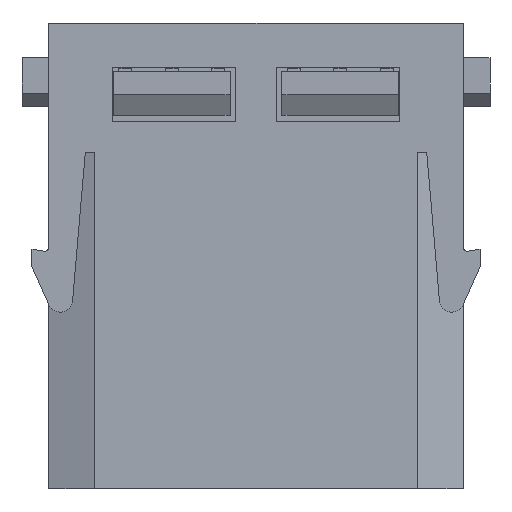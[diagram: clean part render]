
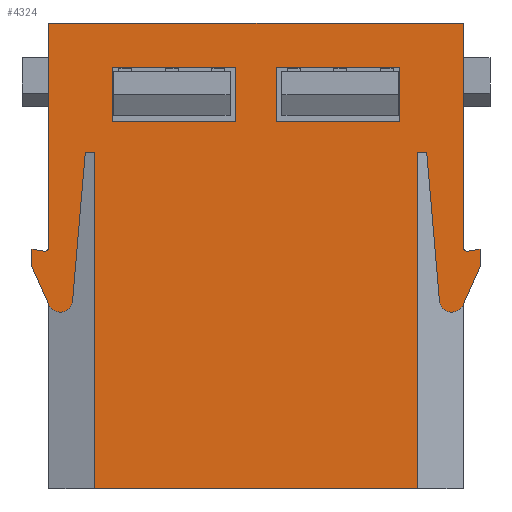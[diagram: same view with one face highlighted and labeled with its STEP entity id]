
A CAD part, front view. The second image highlights one B-rep face of the part: STEP entity #4324.
In plain terms, the highlighted planar face has unit normal (0, -1, 0).
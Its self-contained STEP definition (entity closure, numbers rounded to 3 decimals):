
#3460=CIRCLE('',#18964,0.2);
#3461=CIRCLE('',#18965,0.3);
#3462=CIRCLE('',#18966,0.3);
#3463=CIRCLE('',#18967,0.2);
#3464=CIRCLE('',#18968,0.909);
#3465=CIRCLE('',#18969,0.909);
#3868=FACE_BOUND('',#6668,.T.);
#3869=FACE_BOUND('',#6669,.T.);
#3870=FACE_BOUND('',#6670,.T.);
#4324=ADVANCED_FACE('',(#3868,#3869,#3870),#5178,.T.);
#5178=PLANE('',#18970);
#6668=EDGE_LOOP('',(#8707,#8708,#8709,#8710));
#6669=EDGE_LOOP('',(#8711,#8712,#8713,#8714));
#6670=EDGE_LOOP('',(#8715,#8716,#8717,#8718,#8719,#8720,#8721,#8722,#8723,
#8724,#8725,#8726,#8727,#8728,#8729,#8730,#8731,#8732,#8733,#8734,#8735,
#8736));
#8707=ORIENTED_EDGE('',*,*,#14235,.F.);
#8708=ORIENTED_EDGE('',*,*,#14236,.F.);
#8709=ORIENTED_EDGE('',*,*,#14237,.F.);
#8710=ORIENTED_EDGE('',*,*,#14238,.F.);
#8711=ORIENTED_EDGE('',*,*,#14239,.F.);
#8712=ORIENTED_EDGE('',*,*,#14240,.F.);
#8713=ORIENTED_EDGE('',*,*,#14241,.F.);
#8714=ORIENTED_EDGE('',*,*,#14242,.F.);
#8715=ORIENTED_EDGE('',*,*,#14243,.F.);
#8716=ORIENTED_EDGE('',*,*,#14244,.F.);
#8717=ORIENTED_EDGE('',*,*,#14245,.F.);
#8718=ORIENTED_EDGE('',*,*,#14246,.T.);
#8719=ORIENTED_EDGE('',*,*,#14247,.T.);
#8720=ORIENTED_EDGE('',*,*,#14175,.T.);
#8721=ORIENTED_EDGE('',*,*,#14248,.T.);
#8722=ORIENTED_EDGE('',*,*,#14205,.F.);
#8723=ORIENTED_EDGE('',*,*,#14249,.T.);
#8724=ORIENTED_EDGE('',*,*,#14250,.T.);
#8725=ORIENTED_EDGE('',*,*,#14251,.T.);
#8726=ORIENTED_EDGE('',*,*,#14252,.T.);
#8727=ORIENTED_EDGE('',*,*,#14253,.T.);
#8728=ORIENTED_EDGE('',*,*,#14254,.T.);
#8729=ORIENTED_EDGE('',*,*,#14255,.T.);
#8730=ORIENTED_EDGE('',*,*,#14256,.F.);
#8731=ORIENTED_EDGE('',*,*,#14257,.F.);
#8732=ORIENTED_EDGE('',*,*,#14258,.F.);
#8733=ORIENTED_EDGE('',*,*,#14259,.F.);
#8734=ORIENTED_EDGE('',*,*,#14260,.T.);
#8735=ORIENTED_EDGE('',*,*,#14261,.F.);
#8736=ORIENTED_EDGE('',*,*,#14262,.F.);
#12565=VERTEX_POINT('',#26200);
#12566=VERTEX_POINT('',#26202);
#12595=VERTEX_POINT('',#26261);
#12596=VERTEX_POINT('',#26263);
#12623=VERTEX_POINT('',#26322);
#12624=VERTEX_POINT('',#26323);
#12625=VERTEX_POINT('',#26325);
#12626=VERTEX_POINT('',#26327);
#12627=VERTEX_POINT('',#26330);
#12628=VERTEX_POINT('',#26331);
#12629=VERTEX_POINT('',#26333);
#12630=VERTEX_POINT('',#26335);
#12631=VERTEX_POINT('',#26338);
#12632=VERTEX_POINT('',#26339);
#12633=VERTEX_POINT('',#26341);
#12634=VERTEX_POINT('',#26343);
#12635=VERTEX_POINT('',#26345);
#12636=VERTEX_POINT('',#26349);
#12637=VERTEX_POINT('',#26351);
#12638=VERTEX_POINT('',#26353);
#12639=VERTEX_POINT('',#26355);
#12640=VERTEX_POINT('',#26357);
#12641=VERTEX_POINT('',#26359);
#12642=VERTEX_POINT('',#26361);
#12643=VERTEX_POINT('',#26363);
#12644=VERTEX_POINT('',#26365);
#12645=VERTEX_POINT('',#26367);
#12646=VERTEX_POINT('',#26369);
#12647=VERTEX_POINT('',#26371);
#12648=VERTEX_POINT('',#26373);
#14175=EDGE_CURVE('',#12566,#12565,#16158,.T.);
#14205=EDGE_CURVE('',#12595,#12596,#16188,.T.);
#14235=EDGE_CURVE('',#12623,#12624,#16212,.T.);
#14236=EDGE_CURVE('',#12625,#12623,#16213,.T.);
#14237=EDGE_CURVE('',#12626,#12625,#16214,.T.);
#14238=EDGE_CURVE('',#12624,#12626,#16215,.T.);
#14239=EDGE_CURVE('',#12627,#12628,#16216,.T.);
#14240=EDGE_CURVE('',#12629,#12627,#16217,.T.);
#14241=EDGE_CURVE('',#12630,#12629,#16218,.T.);
#14242=EDGE_CURVE('',#12628,#12630,#16219,.T.);
#14243=EDGE_CURVE('',#12631,#12632,#16220,.T.);
#14244=EDGE_CURVE('',#12633,#12631,#3460,.T.);
#14245=EDGE_CURVE('',#12634,#12633,#16221,.T.);
#14246=EDGE_CURVE('',#12634,#12635,#16222,.T.);
#14247=EDGE_CURVE('',#12635,#12566,#3461,.T.);
#14248=EDGE_CURVE('',#12565,#12596,#16223,.T.);
#14249=EDGE_CURVE('',#12595,#12636,#3462,.T.);
#14250=EDGE_CURVE('',#12636,#12637,#16224,.T.);
#14251=EDGE_CURVE('',#12637,#12638,#16225,.T.);
#14252=EDGE_CURVE('',#12638,#12639,#3463,.T.);
#14253=EDGE_CURVE('',#12639,#12640,#16226,.T.);
#14254=EDGE_CURVE('',#12640,#12641,#3464,.T.);
#14255=EDGE_CURVE('',#12641,#12642,#16227,.T.);
#14256=EDGE_CURVE('',#12643,#12642,#16228,.T.);
#14257=EDGE_CURVE('',#12644,#12643,#16229,.T.);
#14258=EDGE_CURVE('',#12645,#12644,#16230,.T.);
#14259=EDGE_CURVE('',#12646,#12645,#16231,.T.);
#14260=EDGE_CURVE('',#12646,#12647,#16232,.T.);
#14261=EDGE_CURVE('',#12648,#12647,#16233,.T.);
#14262=EDGE_CURVE('',#12632,#12648,#3465,.T.);
#16158=LINE('',#26201,#17641);
#16188=LINE('',#26262,#17671);
#16212=LINE('',#26321,#17695);
#16213=LINE('',#26324,#17696);
#16214=LINE('',#26326,#17697);
#16215=LINE('',#26328,#17698);
#16216=LINE('',#26329,#17699);
#16217=LINE('',#26332,#17700);
#16218=LINE('',#26334,#17701);
#16219=LINE('',#26336,#17702);
#16220=LINE('',#26337,#17703);
#16221=LINE('',#26342,#17704);
#16222=LINE('',#26344,#17705);
#16223=LINE('',#26347,#17706);
#16224=LINE('',#26350,#17707);
#16225=LINE('',#26352,#17708);
#16226=LINE('',#26356,#17709);
#16227=LINE('',#26360,#17710);
#16228=LINE('',#26362,#17711);
#16229=LINE('',#26364,#17712);
#16230=LINE('',#26366,#17713);
#16231=LINE('',#26368,#17714);
#16232=LINE('',#26370,#17715);
#16233=LINE('',#26372,#17716);
#17641=VECTOR('',#20801,1.);
#17671=VECTOR('',#20833,1.);
#17695=VECTOR('',#20873,1.);
#17696=VECTOR('',#20874,1.);
#17697=VECTOR('',#20875,1.);
#17698=VECTOR('',#20876,1.);
#17699=VECTOR('',#20877,1.);
#17700=VECTOR('',#20878,1.);
#17701=VECTOR('',#20879,1.);
#17702=VECTOR('',#20880,1.);
#17703=VECTOR('',#20881,1.);
#17704=VECTOR('',#20884,1.);
#17705=VECTOR('',#20885,1.);
#17706=VECTOR('',#20888,1.);
#17707=VECTOR('',#20891,1.);
#17708=VECTOR('',#20892,1.);
#17709=VECTOR('',#20895,1.);
#17710=VECTOR('',#20898,1.);
#17711=VECTOR('',#20899,1.);
#17712=VECTOR('',#20900,1.);
#17713=VECTOR('',#20901,1.);
#17714=VECTOR('',#20902,1.);
#17715=VECTOR('',#20903,1.);
#17716=VECTOR('',#20904,1.);
#18964=AXIS2_PLACEMENT_3D('',#26340,#20882,#20883);
#18965=AXIS2_PLACEMENT_3D('',#26346,#20886,#20887);
#18966=AXIS2_PLACEMENT_3D('',#26348,#20889,#20890);
#18967=AXIS2_PLACEMENT_3D('',#26354,#20893,#20894);
#18968=AXIS2_PLACEMENT_3D('',#26358,#20896,#20897);
#18969=AXIS2_PLACEMENT_3D('',#26374,#20905,#20906);
#18970=AXIS2_PLACEMENT_3D('',#26375,#20907,#20908);
#20801=DIRECTION('',(0.,0.,1.));
#20833=DIRECTION('',(0.,0.,1.));
#20873=DIRECTION('',(0.,0.,-1.));
#20874=DIRECTION('',(-1.,0.,0.));
#20875=DIRECTION('',(0.,0.,1.));
#20876=DIRECTION('',(1.,0.,0.));
#20877=DIRECTION('',(0.,0.,-1.));
#20878=DIRECTION('',(-1.,0.,0.));
#20879=DIRECTION('',(0.,0.,1.));
#20880=DIRECTION('',(1.,0.,0.));
#20881=DIRECTION('',(-0.409,0.,-0.912));
#20882=DIRECTION('',(0.,1.,0.));
#20883=DIRECTION('',(1.,0.,0.));
#20884=DIRECTION('',(0.,0.,-1.));
#20885=DIRECTION('',(-0.987,0.,-0.161));
#20886=DIRECTION('',(0.,1.,0.));
#20887=DIRECTION('',(0.,0.,-1.));
#20888=DIRECTION('',(-1.,0.,0.));
#20889=DIRECTION('',(0.,1.,0.));
#20890=DIRECTION('',(0.,0.,-1.));
#20891=DIRECTION('',(-0.987,0.,0.161));
#20892=DIRECTION('',(0.,0.,-1.));
#20893=DIRECTION('',(0.,-1.,0.));
#20894=DIRECTION('',(-1.,0.,0.));
#20895=DIRECTION('',(0.409,0.,-0.912));
#20896=DIRECTION('',(0.,-1.,0.));
#20897=DIRECTION('',(-1.,0.,0.));
#20898=DIRECTION('',(0.085,0.,0.996));
#20899=DIRECTION('',(-1.,0.,0.));
#20900=DIRECTION('',(0.,0.,1.));
#20901=DIRECTION('',(-1.,0.,0.));
#20902=DIRECTION('',(0.,0.,-1.));
#20903=DIRECTION('',(1.,0.,0.));
#20904=DIRECTION('',(-0.085,0.,0.996));
#20905=DIRECTION('',(0.,1.,0.));
#20906=DIRECTION('',(1.,0.,0.));
#20907=DIRECTION('',(0.,-1.,0.));
#20908=DIRECTION('',(-1.,0.,0.));
#26200=CARTESIAN_POINT('',(44.099,58.823,0.));
#26201=CARTESIAN_POINT('',(44.099,58.823,-16.6));
#26202=CARTESIAN_POINT('',(44.099,58.823,-16.347));
#26261=CARTESIAN_POINT('',(13.799,58.823,-16.347));
#26262=CARTESIAN_POINT('',(13.799,58.823,-16.6));
#26263=CARTESIAN_POINT('',(13.799,58.823,0.));
#26321=CARTESIAN_POINT('',(30.449,58.823,-16.6));
#26322=CARTESIAN_POINT('',(30.449,58.823,-3.2));
#26323=CARTESIAN_POINT('',(30.449,58.823,-7.2));
#26324=CARTESIAN_POINT('',(44.099,58.823,-3.2));
#26325=CARTESIAN_POINT('',(39.449,58.823,-3.2));
#26326=CARTESIAN_POINT('',(39.449,58.823,-16.6));
#26327=CARTESIAN_POINT('',(39.449,58.823,-7.2));
#26328=CARTESIAN_POINT('',(44.099,58.823,-7.2));
#26329=CARTESIAN_POINT('',(18.449,58.823,-16.6));
#26330=CARTESIAN_POINT('',(18.449,58.823,-3.2));
#26331=CARTESIAN_POINT('',(18.449,58.823,-7.2));
#26332=CARTESIAN_POINT('',(44.099,58.823,-3.2));
#26333=CARTESIAN_POINT('',(27.449,58.823,-3.2));
#26334=CARTESIAN_POINT('',(27.449,58.823,-16.6));
#26335=CARTESIAN_POINT('',(27.449,58.823,-7.2));
#26336=CARTESIAN_POINT('',(44.099,58.823,-7.2));
#26337=CARTESIAN_POINT('',(45.306,58.823,-17.847));
#26338=CARTESIAN_POINT('',(45.307,58.823,-17.847));
#26339=CARTESIAN_POINT('',(44.088,58.823,-20.563));
#26340=CARTESIAN_POINT('',(45.124,58.823,-17.765));
#26341=CARTESIAN_POINT('',(45.324,58.823,-17.765));
#26342=CARTESIAN_POINT('',(45.324,58.823,-16.6));
#26343=CARTESIAN_POINT('',(45.324,58.823,-16.5));
#26344=CARTESIAN_POINT('',(44.115,58.823,-16.697));
#26345=CARTESIAN_POINT('',(44.447,58.823,-16.643));
#26346=CARTESIAN_POINT('',(44.399,58.823,-16.347));
#26347=CARTESIAN_POINT('',(44.099,58.823,0.));
#26348=CARTESIAN_POINT('',(13.499,58.823,-16.347));
#26349=CARTESIAN_POINT('',(13.451,58.823,-16.643));
#26350=CARTESIAN_POINT('',(43.296,58.823,-21.516));
#26351=CARTESIAN_POINT('',(12.574,58.823,-16.5));
#26352=CARTESIAN_POINT('',(12.574,58.823,-16.6));
#26353=CARTESIAN_POINT('',(12.574,58.823,-17.765));
#26354=CARTESIAN_POINT('',(12.774,58.823,-17.765));
#26355=CARTESIAN_POINT('',(12.592,58.823,-17.847));
#26356=CARTESIAN_POINT('',(12.592,58.823,-17.847));
#26357=CARTESIAN_POINT('',(13.81,58.823,-20.563));
#26358=CARTESIAN_POINT('',(14.639,58.823,-20.191));
#26359=CARTESIAN_POINT('',(15.545,58.823,-20.269));
#26360=CARTESIAN_POINT('',(15.545,58.823,-20.269));
#26361=CARTESIAN_POINT('',(16.474,58.823,-9.4));
#26362=CARTESIAN_POINT('',(17.349,58.823,-9.4));
#26363=CARTESIAN_POINT('',(17.149,58.823,-9.4));
#26364=CARTESIAN_POINT('',(17.149,58.823,-9.4));
#26365=CARTESIAN_POINT('',(17.149,58.823,-34.));
#26366=CARTESIAN_POINT('',(44.099,58.823,-34.));
#26367=CARTESIAN_POINT('',(40.749,58.823,-34.));
#26368=CARTESIAN_POINT('',(40.749,58.823,-9.4));
#26369=CARTESIAN_POINT('',(40.749,58.823,-9.4));
#26370=CARTESIAN_POINT('',(44.099,58.823,-9.4));
#26371=CARTESIAN_POINT('',(41.424,58.823,-9.4));
#26372=CARTESIAN_POINT('',(42.353,58.823,-20.269));
#26373=CARTESIAN_POINT('',(42.353,58.823,-20.269));
#26374=CARTESIAN_POINT('',(43.259,58.823,-20.191));
#26375=CARTESIAN_POINT('',(44.099,58.823,-16.6));
